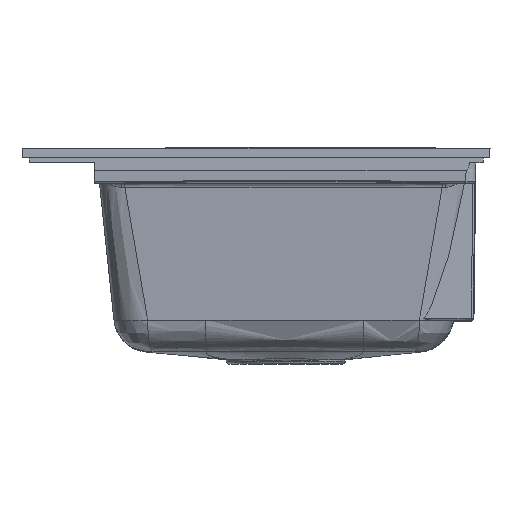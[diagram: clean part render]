
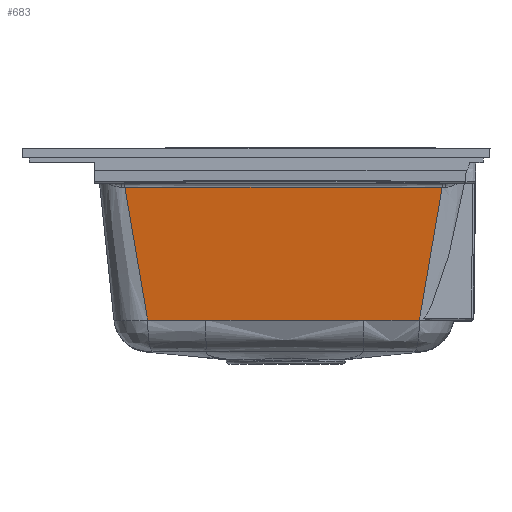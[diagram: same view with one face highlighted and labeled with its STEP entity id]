
A CAD part, left-side view. The second image highlights one B-rep face of the part: STEP entity #683.
In plain terms, the highlighted free-form (B-spline) face has degree [3, 3] with [4, 4] control points.
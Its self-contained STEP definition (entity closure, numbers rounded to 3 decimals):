
#410=FACE_OUTER_BOUND('',#1039,.T.);
#683=ADVANCED_FACE('',(#410),#818,.T.);
#818=B_SPLINE_SURFACE_WITH_KNOTS('',3,3,((#14239,#14240,#14241,#14242),
(#14243,#14244,#14245,#14246),(#14247,#14248,#14249,#14250),(#14251,#14252,
#14253,#14254)),.UNSPECIFIED.,.F.,.F.,.F.,(4,4),(4,4),(0.,1.),(0.,1.),
 .UNSPECIFIED.);
#1039=EDGE_LOOP('',(#1867,#1868,#1869,#1870,#1871,#1872));
#1867=ORIENTED_EDGE('',*,*,#2955,.F.);
#1868=ORIENTED_EDGE('',*,*,#2953,.T.);
#1869=ORIENTED_EDGE('',*,*,#2952,.T.);
#1870=ORIENTED_EDGE('',*,*,#2968,.T.);
#1871=ORIENTED_EDGE('',*,*,#3015,.F.);
#1872=ORIENTED_EDGE('',*,*,#2960,.F.);
#2453=VERTEX_POINT('',#10106);
#2457=VERTEX_POINT('',#10394);
#2482=VERTEX_POINT('',#12140);
#2483=VERTEX_POINT('',#12151);
#2487=VERTEX_POINT('',#12624);
#2491=VERTEX_POINT('',#12747);
#2952=EDGE_CURVE('',#2482,#2483,#3458,.T.);
#2953=EDGE_CURVE('',#2453,#2482,#3459,.T.);
#2955=EDGE_CURVE('',#2453,#2457,#3461,.T.);
#2960=EDGE_CURVE('',#2457,#2487,#3465,.T.);
#2968=EDGE_CURVE('',#2483,#2491,#3472,.T.);
#3015=EDGE_CURVE('',#2487,#2491,#3516,.T.);
#3458=B_SPLINE_CURVE_WITH_KNOTS('',3,(#12152,#12153,#12154,#12155),
 .UNSPECIFIED.,.F.,.F.,(4,4),(0.,1.),.UNSPECIFIED.);
#3459=B_SPLINE_CURVE_WITH_KNOTS('',3,(#12325,#12326,#12327,#12328),
 .UNSPECIFIED.,.F.,.F.,(4,4),(0.,1.),.UNSPECIFIED.);
#3461=B_SPLINE_CURVE_WITH_KNOTS('',3,(#12463,#12464,#12465,#12466),
 .UNSPECIFIED.,.F.,.F.,(4,4),(0.,1.),.UNSPECIFIED.);
#3465=B_SPLINE_CURVE_WITH_KNOTS('',3,(#12617,#12618,#12619,#12620,#12621,
#12622,#12623),.UNSPECIFIED.,.F.,.F.,(4,3,4),(0.,0.478,1.),
 .UNSPECIFIED.);
#3472=B_SPLINE_CURVE_WITH_KNOTS('',3,(#12748,#12749,#12750,#12751),
 .UNSPECIFIED.,.F.,.F.,(4,4),(0.,1.),.UNSPECIFIED.);
#3516=B_SPLINE_CURVE_WITH_KNOTS('',3,(#14235,#14236,#14237,#14238),
 .UNSPECIFIED.,.F.,.F.,(4,4),(0.,1.),.UNSPECIFIED.);
#10106=CARTESIAN_POINT('',(77.016,139.783,-174.312));
#10394=CARTESIAN_POINT('',(62.877,162.814,-39.872));
#12140=CARTESIAN_POINT('',(77.016,80.777,-174.312));
#12151=CARTESIAN_POINT('',(77.016,-78.937,-174.312));
#12152=CARTESIAN_POINT('',(77.016,80.777,-174.312));
#12153=CARTESIAN_POINT('',(77.016,27.539,-174.312));
#12154=CARTESIAN_POINT('',(77.016,-25.7,-174.312));
#12155=CARTESIAN_POINT('',(77.016,-78.938,-174.312));
#12325=CARTESIAN_POINT('',(77.016,139.783,-174.312));
#12326=CARTESIAN_POINT('',(77.016,120.114,-174.312));
#12327=CARTESIAN_POINT('',(77.016,100.446,-174.312));
#12328=CARTESIAN_POINT('',(77.016,80.777,-174.312));
#12463=CARTESIAN_POINT('',(77.016,139.783,-174.312));
#12464=CARTESIAN_POINT('',(72.303,147.462,-129.499));
#12465=CARTESIAN_POINT('',(67.59,155.139,-84.685));
#12466=CARTESIAN_POINT('',(62.877,162.814,-39.872));
#12617=CARTESIAN_POINT('',(62.877,162.814,-39.872));
#12618=CARTESIAN_POINT('',(62.874,111.568,-39.847));
#12619=CARTESIAN_POINT('',(62.873,60.322,-39.84));
#12620=CARTESIAN_POINT('',(62.874,9.077,-39.85));
#12621=CARTESIAN_POINT('',(62.875,-46.79,-39.86));
#12622=CARTESIAN_POINT('',(62.882,-102.657,-39.924));
#12623=CARTESIAN_POINT('',(62.884,-158.524,-39.938));
#12624=CARTESIAN_POINT('',(62.884,-158.524,-39.938));
#12747=CARTESIAN_POINT('',(77.016,-135.498,-174.312));
#12748=CARTESIAN_POINT('',(77.016,-78.938,-174.312));
#12749=CARTESIAN_POINT('',(77.016,-97.791,-174.312));
#12750=CARTESIAN_POINT('',(77.016,-116.644,-174.312));
#12751=CARTESIAN_POINT('',(77.016,-135.498,-174.312));
#14235=CARTESIAN_POINT('',(62.884,-158.524,-39.938));
#14236=CARTESIAN_POINT('',(67.594,-150.848,-84.729));
#14237=CARTESIAN_POINT('',(72.305,-143.172,-129.521));
#14238=CARTESIAN_POINT('',(77.016,-135.498,-174.312));
#14239=CARTESIAN_POINT('',(62.788,164.816,-39.033));
#14240=CARTESIAN_POINT('',(62.788,56.419,-39.033));
#14241=CARTESIAN_POINT('',(62.788,-51.977,-39.033));
#14242=CARTESIAN_POINT('',(62.788,-160.373,-39.033));
#14243=CARTESIAN_POINT('',(67.531,160.863,-84.126));
#14244=CARTESIAN_POINT('',(67.531,52.467,-84.126));
#14245=CARTESIAN_POINT('',(67.531,-55.929,-84.126));
#14246=CARTESIAN_POINT('',(67.531,-164.326,-84.126));
#14247=CARTESIAN_POINT('',(72.273,156.911,-129.219));
#14248=CARTESIAN_POINT('',(72.273,48.515,-129.219));
#14249=CARTESIAN_POINT('',(72.273,-59.882,-129.219));
#14250=CARTESIAN_POINT('',(72.273,-168.278,-129.219));
#14251=CARTESIAN_POINT('',(77.016,152.959,-174.312));
#14252=CARTESIAN_POINT('',(77.016,44.562,-174.312));
#14253=CARTESIAN_POINT('',(77.016,-63.834,-174.312));
#14254=CARTESIAN_POINT('',(77.016,-172.23,-174.312));
